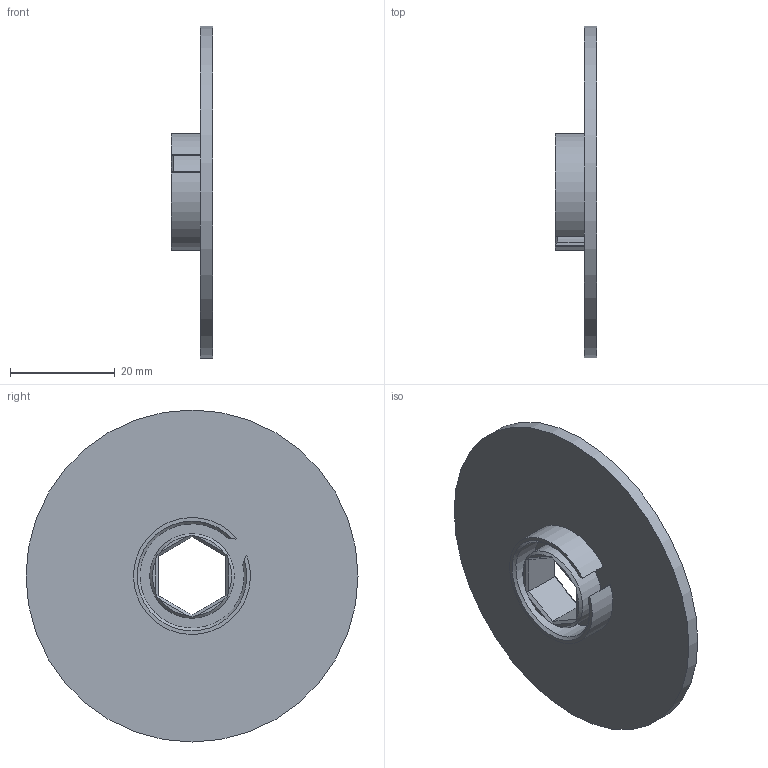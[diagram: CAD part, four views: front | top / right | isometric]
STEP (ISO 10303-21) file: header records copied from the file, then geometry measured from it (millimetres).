
FILE_DESCRIPTION(/* description */ (''),/* implementation_level */ '2;1');
FILE_NAME(/* name */ 'Tape Spool Half.step',/* time_stamp */ '2023-09-19T19:25:16-04:00',/* author */ (''),/* organization */ (''),/* preprocessor_version */ 'ST-DEVELOPER v20',/* originating_system */ 'Autodesk Translation Framework v12.9.0.99',/* authorisation */ '');
FILE_SCHEMA (('AUTOMOTIVE_DESIGN { 1 0 10303 214 3 1 1 }'));
Length unit declared in the file: inch
Products named in the file (1): Tape Spool Half
Bounding box: 7.99 x 63.5 x 63.5 mm (x, y, z)
Volume: 7975.8 mm3; surface area: 7816.2 mm2
Topology: 1 solids, 1 shells, 36 faces, 88 edges, 55 vertices
Faces by surface type: plane 30, cylinder 4, cone 2
Full cylindrical faces by diameter (mm): 16.158 x1, 63.5 x1
Entity records: 1065 total; most frequent: CARTESIAN_POINT 208, ORIENTED_EDGE 176, DIRECTION 164, EDGE_CURVE 88, LINE 58, VECTOR 58, VERTEX_POINT 55, AXIS2_PLACEMENT_3D 53
